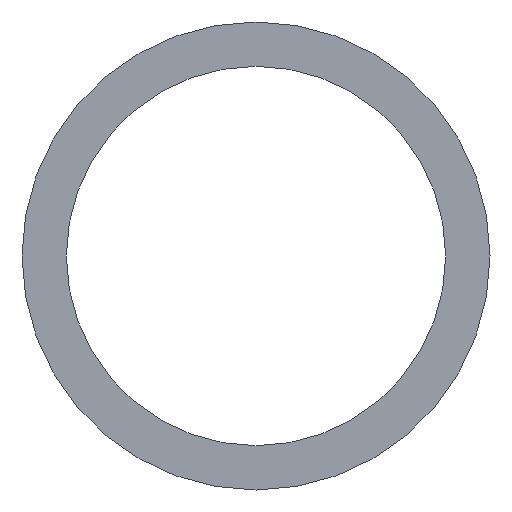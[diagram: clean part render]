
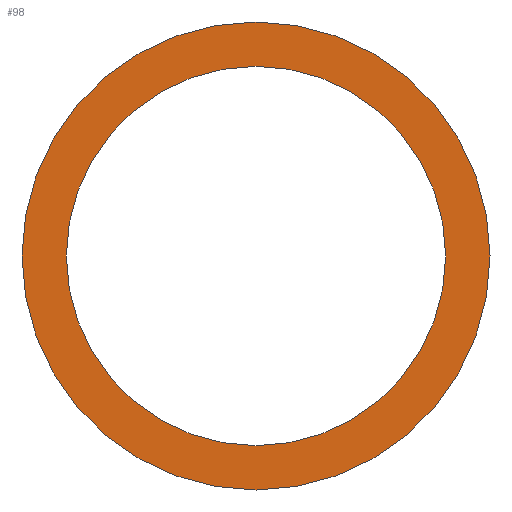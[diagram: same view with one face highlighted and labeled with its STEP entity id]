
A CAD part, left-side view. The second image highlights one B-rep face of the part: STEP entity #98.
In plain terms, the highlighted planar face has unit normal (-1, 0, 0).
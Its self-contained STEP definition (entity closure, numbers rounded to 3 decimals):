
#78 = EDGE_CURVE( '', #162, #142, #190, .T. );
#86 = VERTEX_POINT( '', #199 );
#98 = ADVANCED_FACE( '', ( #212, #213 ), #214, .T. );
#112 = EDGE_CURVE( '', #86, #138, #229, .T. );
#116 = EDGE_CURVE( '', #138, #86, #233, .T. );
#138 = VERTEX_POINT( '', #263 );
#142 = VERTEX_POINT( '', #267 );
#154 = EDGE_CURVE( '', #142, #162, #279, .T. );
#162 = VERTEX_POINT( '', #288 );
#190 = CIRCLE( '', #310, 277.6 );
#199 = CARTESIAN_POINT( '', ( -180., -342.5, 0. ) );
#212 = FACE_BOUND( '', #334, .T. );
#213 = FACE_OUTER_BOUND( '', #335, .T. );
#214 = PLANE( '', #336 );
#229 = CIRCLE( '', #361, 342.5 );
#233 = CIRCLE( '', #368, 342.5 );
#263 = CARTESIAN_POINT( '', ( -180., 342.5, 0. ) );
#267 = CARTESIAN_POINT( '', ( -180., 277.6, 0. ) );
#279 = CIRCLE( '', #420, 277.6 );
#288 = CARTESIAN_POINT( '', ( -180., -277.6, 0. ) );
#310 = AXIS2_PLACEMENT_3D( '', #443, #444, #445 );
#334 = EDGE_LOOP( '', ( #469, #470 ) );
#335 = EDGE_LOOP( '', ( #471, #472 ) );
#336 = AXIS2_PLACEMENT_3D( '', #473, #474, #475 );
#361 = AXIS2_PLACEMENT_3D( '', #491, #492, #493 );
#368 = AXIS2_PLACEMENT_3D( '', #495, #496, #497 );
#420 = AXIS2_PLACEMENT_3D( '', #555, #556, #557 );
#443 = CARTESIAN_POINT( '', ( -180., 0., 0. ) );
#444 = DIRECTION( '', ( -1., 0., 0. ) );
#445 = DIRECTION( '', ( 0., 1., 0. ) );
#469 = ORIENTED_EDGE( '', *, *, #154, .F. );
#470 = ORIENTED_EDGE( '', *, *, #78, .F. );
#471 = ORIENTED_EDGE( '', *, *, #116, .T. );
#472 = ORIENTED_EDGE( '', *, *, #112, .T. );
#473 = CARTESIAN_POINT( '', ( -180., 310.05, 0. ) );
#474 = DIRECTION( '', ( -1., 0., 0. ) );
#475 = DIRECTION( '', ( 0., 1., 0. ) );
#491 = CARTESIAN_POINT( '', ( -180., 0., 0. ) );
#492 = DIRECTION( '', ( -1., 0., 0. ) );
#493 = DIRECTION( '', ( 0., 1., 0. ) );
#495 = CARTESIAN_POINT( '', ( -180., 0., 0. ) );
#496 = DIRECTION( '', ( -1., 0., 0. ) );
#497 = DIRECTION( '', ( 0., 1., 0. ) );
#555 = CARTESIAN_POINT( '', ( -180., 0., 0. ) );
#556 = DIRECTION( '', ( -1., 0., 0. ) );
#557 = DIRECTION( '', ( 0., 1., 0. ) );
